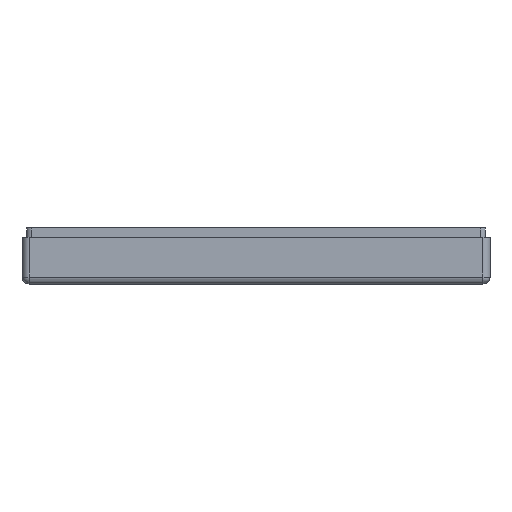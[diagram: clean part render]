
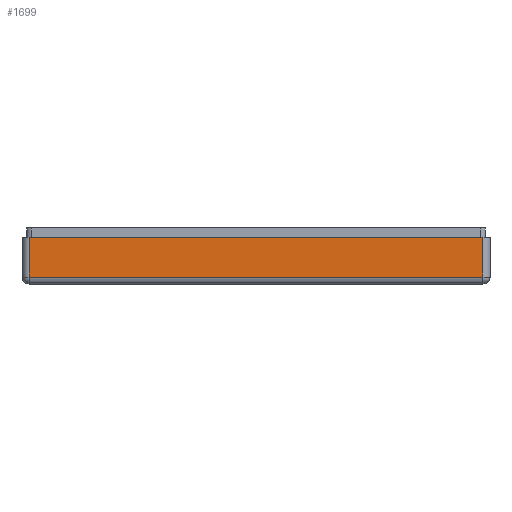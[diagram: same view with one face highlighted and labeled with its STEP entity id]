
A CAD part, front view. The second image highlights one B-rep face of the part: STEP entity #1699.
In plain terms, the highlighted planar face has unit normal (0, -1, 0).
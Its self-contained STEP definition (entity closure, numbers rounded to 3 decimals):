
#1338=CARTESIAN_POINT('',(-48.5,-30.,10.));
#1339=VERTEX_POINT('',#1338);
#1347=CARTESIAN_POINT('',(48.5,-30.,10.));
#1348=VERTEX_POINT('',#1347);
#1349=CARTESIAN_POINT('',(-48.5,-30.,10.));
#1350=DIRECTION('',(1.,0.,-0.));
#1351=VECTOR('',#1350,97.);
#1352=LINE('',#1349,#1351);
#1353=EDGE_CURVE('',#1339,#1348,#1352,.T.);
#1669=CARTESIAN_POINT('',(50.,-30.,2.));
#1670=DIRECTION('',(0.,1.,0.));
#1671=DIRECTION('',(-1.,0.,0.));
#1672=AXIS2_PLACEMENT_3D('',#1669,#1670,#1671);
#1673=PLANE('',#1672);
#1674=CARTESIAN_POINT('',(-48.5,-30.,1.5));
#1675=VERTEX_POINT('',#1674);
#1676=CARTESIAN_POINT('',(-48.5,-30.,10.));
#1677=DIRECTION('',(-0.,-0.,-1.));
#1678=VECTOR('',#1677,8.5);
#1679=LINE('',#1676,#1678);
#1680=EDGE_CURVE('',#1339,#1675,#1679,.T.);
#1681=ORIENTED_EDGE('',*,*,#1680,.T.);
#1682=CARTESIAN_POINT('',(48.5,-30.,1.5));
#1683=VERTEX_POINT('',#1682);
#1684=CARTESIAN_POINT('',(-48.5,-30.,1.5));
#1685=DIRECTION('',(1.,-0.,-0.));
#1686=VECTOR('',#1685,97.);
#1687=LINE('',#1684,#1686);
#1688=EDGE_CURVE('',#1675,#1683,#1687,.T.);
#1689=ORIENTED_EDGE('',*,*,#1688,.T.);
#1690=CARTESIAN_POINT('',(48.5,-30.,1.5));
#1691=DIRECTION('',(0.,0.,1.));
#1692=VECTOR('',#1691,8.5);
#1693=LINE('',#1690,#1692);
#1694=EDGE_CURVE('',#1683,#1348,#1693,.T.);
#1695=ORIENTED_EDGE('',*,*,#1694,.T.);
#1696=ORIENTED_EDGE('',*,*,#1353,.F.);
#1697=EDGE_LOOP('',(#1681,#1689,#1695,#1696));
#1698=FACE_BOUND('',#1697,.T.);
#1699=ADVANCED_FACE('',(#1698),#1673,.F.);
